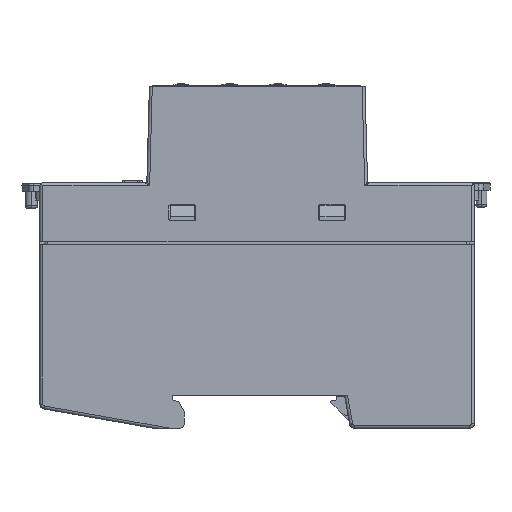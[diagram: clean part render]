
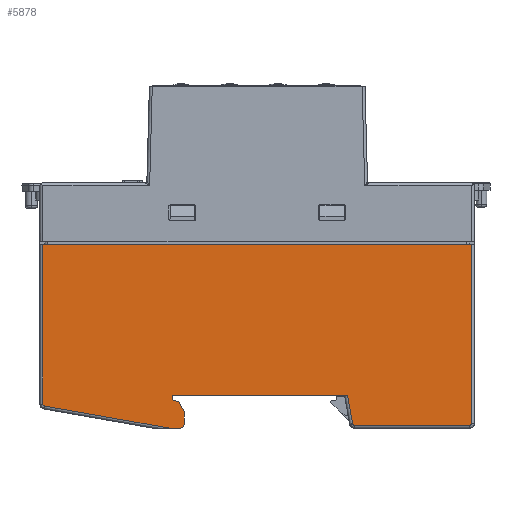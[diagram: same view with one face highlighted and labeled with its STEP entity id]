
A CAD part, left-side view. The second image highlights one B-rep face of the part: STEP entity #5878.
In plain terms, the highlighted planar face has unit normal (-1, 0, 0).
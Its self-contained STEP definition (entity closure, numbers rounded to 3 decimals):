
#5878=ADVANCED_FACE('',(#13979),#13980,.T.);
#13979=FACE_OUTER_BOUND('',#24588,.T.);
#13980=PLANE('',#24589);
#24588=EDGE_LOOP('',(#46414,#46415,#46416,#46417,#46418,#46419,#46420,#46421,#46422,#46423,#46424,#46425,#46426,#46427,#46428,#46429,#46430));
#24589=AXIS2_PLACEMENT_3D('',#46431,#46432,#46433);
#46414=ORIENTED_EDGE('',*,*,#71669,.T.);
#46415=ORIENTED_EDGE('',*,*,#71670,.T.);
#46416=ORIENTED_EDGE('',*,*,#71671,.T.);
#46417=ORIENTED_EDGE('',*,*,#71672,.T.);
#46418=ORIENTED_EDGE('',*,*,#71673,.T.);
#46419=ORIENTED_EDGE('',*,*,#71660,.T.);
#46420=ORIENTED_EDGE('',*,*,#71549,.T.);
#46421=ORIENTED_EDGE('',*,*,#71674,.T.);
#46422=ORIENTED_EDGE('',*,*,#71675,.F.);
#46423=ORIENTED_EDGE('',*,*,#71676,.T.);
#46424=ORIENTED_EDGE('',*,*,#71677,.F.);
#46425=ORIENTED_EDGE('',*,*,#71678,.T.);
#46426=ORIENTED_EDGE('',*,*,#69416,.T.);
#46427=ORIENTED_EDGE('',*,*,#71679,.T.);
#46428=ORIENTED_EDGE('',*,*,#71680,.F.);
#46429=ORIENTED_EDGE('',*,*,#71681,.T.);
#46430=ORIENTED_EDGE('',*,*,#71682,.T.);
#46431=CARTESIAN_POINT('',(0.0,93.207,0.));
#46432=DIRECTION('',(-1.0,0.0,0.0));
#46433=DIRECTION('',(0.0,1.0,0.0));
#69416=EDGE_CURVE('',#84082,#84080,#84083,.T.);
#71549=EDGE_CURVE('',#87214,#87212,#87215,.T.);
#71660=EDGE_CURVE('',#87397,#87214,#87398,.T.);
#71669=EDGE_CURVE('',#87408,#87409,#87410,.T.);
#71670=EDGE_CURVE('',#87409,#87411,#87412,.T.);
#71671=EDGE_CURVE('',#87411,#87413,#87414,.T.);
#71672=EDGE_CURVE('',#87413,#87415,#87416,.T.);
#71673=EDGE_CURVE('',#87415,#87397,#87417,.T.);
#71674=EDGE_CURVE('',#87212,#87418,#87419,.T.);
#71675=EDGE_CURVE('',#87420,#87418,#87421,.T.);
#71676=EDGE_CURVE('',#87420,#87422,#87423,.T.);
#71677=EDGE_CURVE('',#87424,#87422,#87425,.T.);
#71678=EDGE_CURVE('',#87424,#84082,#87426,.T.);
#71679=EDGE_CURVE('',#84080,#87427,#87428,.T.);
#71680=EDGE_CURVE('',#87429,#87427,#87430,.T.);
#71681=EDGE_CURVE('',#87429,#87431,#87432,.T.);
#71682=EDGE_CURVE('',#87431,#87408,#87433,.T.);
#84080=VERTEX_POINT('',#106468);
#84082=VERTEX_POINT('',#106470);
#84083=LINE('',#106471,#106472);
#87212=VERTEX_POINT('',#111643);
#87214=VERTEX_POINT('',#111645);
#87215=LINE('',#111646,#111647);
#87397=VERTEX_POINT('',#111921);
#87398=LINE('',#111922,#111923);
#87408=VERTEX_POINT('',#111937);
#87409=VERTEX_POINT('',#111938);
#87410=CIRCLE('',#111939,1.0);
#87411=VERTEX_POINT('',#111940);
#87412=LINE('',#111941,#111942);
#87413=VERTEX_POINT('',#111943);
#87414=LINE('',#111944,#111945);
#87415=VERTEX_POINT('',#111946);
#87416=LINE('',#111947,#111948);
#87417=LINE('',#111949,#111950);
#87418=VERTEX_POINT('',#111951);
#87419=LINE('',#111952,#111953);
#87420=VERTEX_POINT('',#111954);
#87421=CIRCLE('',#111955,0.4);
#87422=VERTEX_POINT('',#111956);
#87423=LINE('',#111957,#111958);
#87424=VERTEX_POINT('',#111959);
#87425=CIRCLE('',#111960,0.4);
#87426=LINE('',#111961,#111962);
#87427=VERTEX_POINT('',#111963);
#87428=LINE('',#111964,#111965);
#87429=VERTEX_POINT('',#111966);
#87430=CIRCLE('',#111967,0.4);
#87431=VERTEX_POINT('',#111968);
#87432=LINE('',#111969,#111970);
#87433=LINE('',#111971,#111972);
#106468=CARTESIAN_POINT('',(0.0,92.607,38.1));
#106470=CARTESIAN_POINT('',(0.0,3.807,38.1));
#106471=CARTESIAN_POINT('',(0.0,3.207,38.1));
#106472=VECTOR('',#130788,1.0);
#111643=CARTESIAN_POINT('',(0.0,29.505,6.85));
#111645=CARTESIAN_POINT('',(0.0,65.807,6.85));
#111646=CARTESIAN_POINT('',(0.0,65.807,6.85));
#111647=VECTOR('',#132674,1.0);
#111921=CARTESIAN_POINT('',(0.0,65.807,5.95));
#111922=CARTESIAN_POINT('',(0.0,65.807,0.));
#111923=VECTOR('',#132782,1.0);
#111937=CARTESIAN_POINT('',(0.0,64.307,0.));
#111938=CARTESIAN_POINT('',(0.0,63.307,1.));
#111939=AXIS2_PLACEMENT_3D('',#132793,#132794,#132795);
#111940=CARTESIAN_POINT('',(0.0,63.307,3.45));
#111941=CARTESIAN_POINT('',(0.0,63.307,1.));
#111942=VECTOR('',#132796,1.0);
#111943=CARTESIAN_POINT('',(0.0,64.507,5.55));
#111944=CARTESIAN_POINT('',(0.0,63.307,3.45));
#111945=VECTOR('',#132797,1.0);
#111946=CARTESIAN_POINT('',(0.0,65.607,5.75));
#111947=CARTESIAN_POINT('',(0.0,64.507,5.55));
#111948=VECTOR('',#132798,1.0);
#111949=CARTESIAN_POINT('',(0.0,65.607,5.75));
#111950=VECTOR('',#132799,1.0);
#111951=CARTESIAN_POINT('',(0.0,28.461,0.931));
#111952=CARTESIAN_POINT('',(0.0,28.316,0.104));
#111953=VECTOR('',#132800,1.0);
#111954=CARTESIAN_POINT('',(0.0,28.067,0.6));
#111955=AXIS2_PLACEMENT_3D('',#132801,#132802,#132803);
#111956=CARTESIAN_POINT('',(0.0,4.207,0.6));
#111957=CARTESIAN_POINT('',(0.0,3.207,0.6));
#111958=VECTOR('',#132804,1.0);
#111959=CARTESIAN_POINT('',(0.0,3.807,1.));
#111960=AXIS2_PLACEMENT_3D('',#132805,#132806,#132807);
#111961=CARTESIAN_POINT('',(0.0,3.807,38.1));
#111962=VECTOR('',#132808,1.0);
#111963=CARTESIAN_POINT('',(0.0,92.607,4.989));
#111964=CARTESIAN_POINT('',(0.0,92.607,4.15));
#111965=VECTOR('',#132809,1.0);
#111966=CARTESIAN_POINT('',(0.0,92.276,4.595));
#111967=AXIS2_PLACEMENT_3D('',#132810,#132811,#132812);
#111968=CARTESIAN_POINT('',(0.0,66.216,0.));
#111969=CARTESIAN_POINT('',(0.0,69.567,0.591));
#111970=VECTOR('',#132813,1.0);
#111971=CARTESIAN_POINT('',(0.0,69.671,0.));
#111972=VECTOR('',#132814,1.0);
#130788=DIRECTION('',(0.0,1.0,0.));
#132674=DIRECTION('',(0.0,-1.0,0.));
#132782=DIRECTION('',(0.0,0.,1.0));
#132793=CARTESIAN_POINT('',(0.0,64.307,1.));
#132794=DIRECTION('',(-1.0,0.,0.0));
#132795=DIRECTION('',(0.,-1.0,0.0));
#132796=DIRECTION('',(0.0,0.0,1.0));
#132797=DIRECTION('',(0.,0.496,0.868));
#132798=DIRECTION('',(0.,0.984,0.179));
#132799=DIRECTION('',(0.,0.707,0.707));
#132800=DIRECTION('',(0.0,-0.174,-0.985));
#132801=CARTESIAN_POINT('',(0.0,28.067,1.));
#132802=DIRECTION('',(1.0,0.0,0.0));
#132803=DIRECTION('',(0.0,0.0,-1.0));
#132804=DIRECTION('',(0.0,-1.0,0.));
#132805=CARTESIAN_POINT('',(0.0,4.207,1.));
#132806=DIRECTION('',(1.0,0.0,0.0));
#132807=DIRECTION('',(0.0,0.0,-1.0));
#132808=DIRECTION('',(0.0,0.,1.0));
#132809=DIRECTION('',(0.0,0.,-1.0));
#132810=CARTESIAN_POINT('',(0.0,92.207,4.989));
#132811=DIRECTION('',(1.0,0.0,0.0));
#132812=DIRECTION('',(0.0,0.0,-1.0));
#132813=DIRECTION('',(0.0,-0.985,-0.174));
#132814=DIRECTION('',(0.0,-1.0,0.0));
